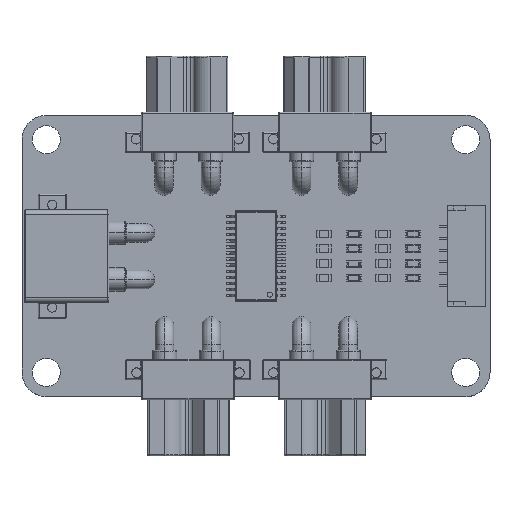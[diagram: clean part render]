
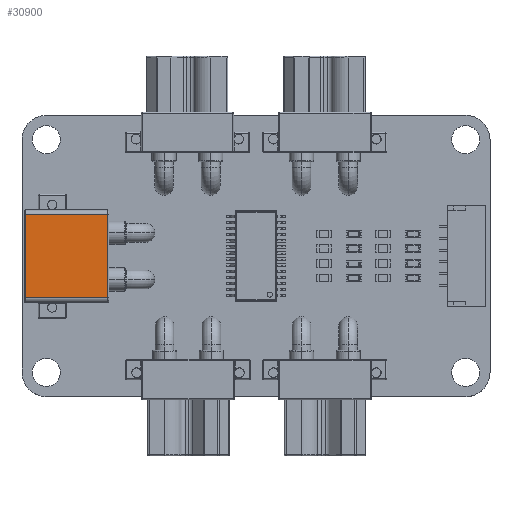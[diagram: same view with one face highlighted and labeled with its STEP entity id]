
A CAD part, top view. The second image highlights one B-rep face of the part: STEP entity #30900.
In plain terms, the highlighted planar face has unit normal (0, 0, 1).
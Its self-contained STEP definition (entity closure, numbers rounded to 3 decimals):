
#30900 = ADVANCED_FACE('',(#30901),#30935,.F.);
#30901 = FACE_BOUND('',#30902,.T.);
#30902 = EDGE_LOOP('',(#30903,#30913,#30921,#30929));
#30903 = ORIENTED_EDGE('',*,*,#30904,.T.);
#30904 = EDGE_CURVE('',#30905,#30907,#30909,.T.);
#30905 = VERTEX_POINT('',#30906);
#30906 = CARTESIAN_POINT('',(4.4,-4.45,5.));
#30907 = VERTEX_POINT('',#30908);
#30908 = CARTESIAN_POINT('',(4.4,4.45,5.));
#30909 = LINE('',#30910,#30911);
#30910 = CARTESIAN_POINT('',(4.4,0.,5.));
#30911 = VECTOR('',#30912,1.);
#30912 = DIRECTION('',(0.,1.,0.));
#30913 = ORIENTED_EDGE('',*,*,#30914,.T.);
#30914 = EDGE_CURVE('',#30907,#30915,#30917,.T.);
#30915 = VERTEX_POINT('',#30916);
#30916 = CARTESIAN_POINT('',(-4.4,4.45,5.));
#30917 = LINE('',#30918,#30919);
#30918 = CARTESIAN_POINT('',(0.,4.45,5.));
#30919 = VECTOR('',#30920,1.);
#30920 = DIRECTION('',(-1.,0.,0.));
#30921 = ORIENTED_EDGE('',*,*,#30922,.T.);
#30922 = EDGE_CURVE('',#30915,#30923,#30925,.T.);
#30923 = VERTEX_POINT('',#30924);
#30924 = CARTESIAN_POINT('',(-4.4,-4.45,5.));
#30925 = LINE('',#30926,#30927);
#30926 = CARTESIAN_POINT('',(-4.4,0.,5.));
#30927 = VECTOR('',#30928,1.);
#30928 = DIRECTION('',(0.,-1.,0.));
#30929 = ORIENTED_EDGE('',*,*,#30930,.T.);
#30930 = EDGE_CURVE('',#30923,#30905,#30931,.T.);
#30931 = LINE('',#30932,#30933);
#30932 = CARTESIAN_POINT('',(0.,-4.45,5.));
#30933 = VECTOR('',#30934,1.);
#30934 = DIRECTION('',(1.,0.,0.));
#30935 = PLANE('',#30936);
#30936 = AXIS2_PLACEMENT_3D('',#30937,#30938,#30939);
#30937 = CARTESIAN_POINT('',(0.,0.,5.));
#30938 = DIRECTION('',(0.,0.,-1.));
#30939 = DIRECTION('',(-1.,0.,0.));
